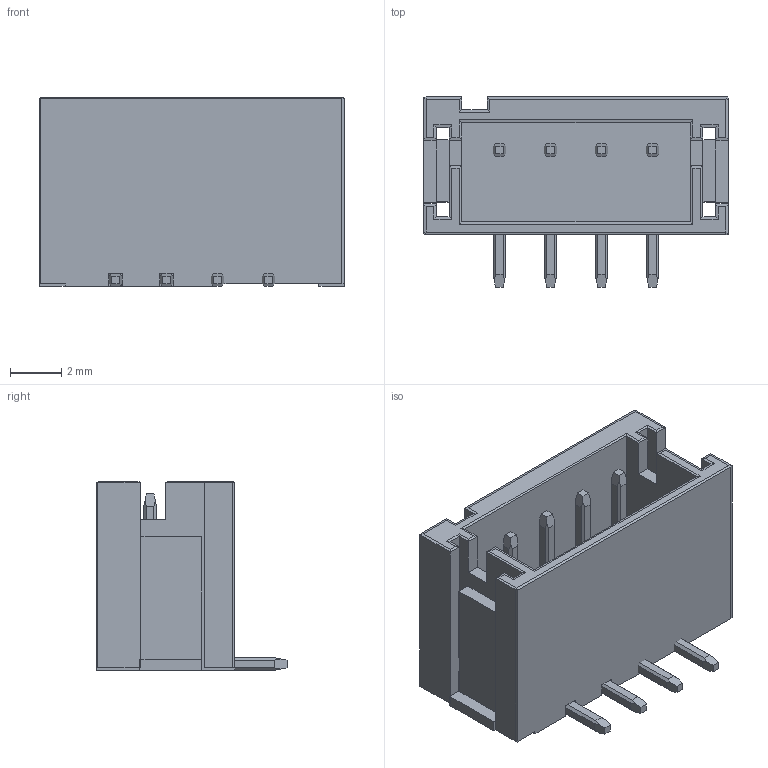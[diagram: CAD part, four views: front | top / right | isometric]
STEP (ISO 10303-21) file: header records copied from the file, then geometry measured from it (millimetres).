
FILE_DESCRIPTION(/* description */ (''),/* implementation_level */ '2;1');
FILE_NAME(/* name */ 'PH2.0_4P_LT.step',/* time_stamp */ '2022-07-26T11:22:25+08:00',/* author */ (''),/* organization */ (''),/* preprocessor_version */ 'ST-DEVELOPER v19',/* originating_system */ 'Autodesk Translation Framework v11.7.0.108',/* authorisation */ '');
FILE_SCHEMA (('AUTOMOTIVE_DESIGN { 1 0 10303 214 3 1 1 }'));
Length unit declared in the file: millimetre
Products named in the file (3): PH2MM_LT; 零部件1; 零部件2
Assembly tree (2 placements, depth 2):
  PH2MM_LT
    零部件1
    零部件2
Bounding box: 11.95 x 7.45 x 7.4 mm (x, y, z)
Volume: 212.1 mm3; surface area: 768.2 mm2
Topology: 7 solids, 7 shells, 244 faces, 612 edges, 382 vertices
Faces by surface type: plane 220, cone 16, cylinder 8
Entity records: 7158 total; most frequent: CARTESIAN_POINT 1243, ORIENTED_EDGE 1224, DIRECTION 1142, EDGE_CURVE 612, LINE 580, VECTOR 580, VERTEX_POINT 382, AXIS2_PLACEMENT_3D 281
